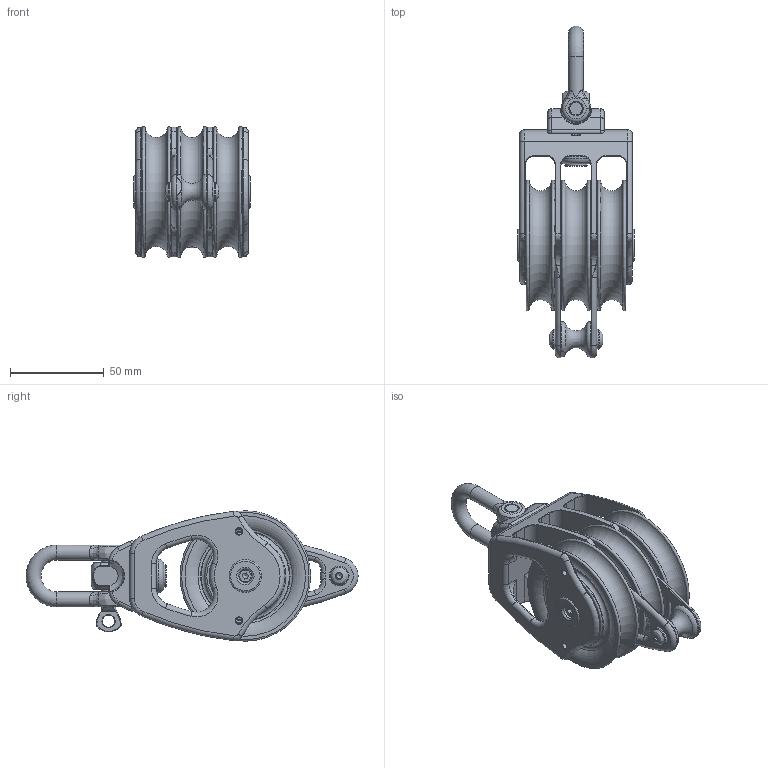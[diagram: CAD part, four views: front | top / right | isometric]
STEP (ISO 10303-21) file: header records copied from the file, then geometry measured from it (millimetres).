
FILE_DESCRIPTION(/* description */ (''),/* implementation_level */ '2;1');
FILE_NAME(/* name */ '00706.stp',/* time_stamp */ '2020-04-24T11:35:10+02:00',/* author */ ('gianni'),/* organization */ (''),/* preprocessor_version */ 'ST-DEVELOPER v18.1',/* originating_system */ 'Autodesk Inventor 2021',/* authorisation */ '');
FILE_SCHEMA (('AUTOMOTIVE_DESIGN { 1 0 10303 214 3 1 1 }'));
Length unit declared in the file: millimetre
Products named in the file (1): 20042402
Bounding box: 62 x 176.75 x 69.49 mm (x, y, z)
Volume: 217295.6 mm3; surface area: 78947.6 mm2
Topology: 2 solids, 2 shells, 953 faces, 2150 edges, 1431 vertices
Faces by surface type: cylinder 233, sphere 223, torus 212, plane 148, bspline 113, cone 24
Full cylindrical faces by diameter (mm): 3.3 x4, 4 x2, 4.5 x1, 6.5 x2, 7 x1, 7.3 x1, 8 x4, 8.4 x1, 9.5 x4, 10.5 x2, 12 x1, 15 x6, 17.3 x2, 17.9 x1, 19 x1, 32.6 x6, 43 x6
Entity records: 31312 total; most frequent: CARTESIAN_POINT 9491, DIRECTION 4847, ORIENTED_EDGE 4272, AXIS2_PLACEMENT_3D 2217, EDGE_CURVE 2136, VERTEX_POINT 1431, CIRCLE 1368, EDGE_LOOP 1239
